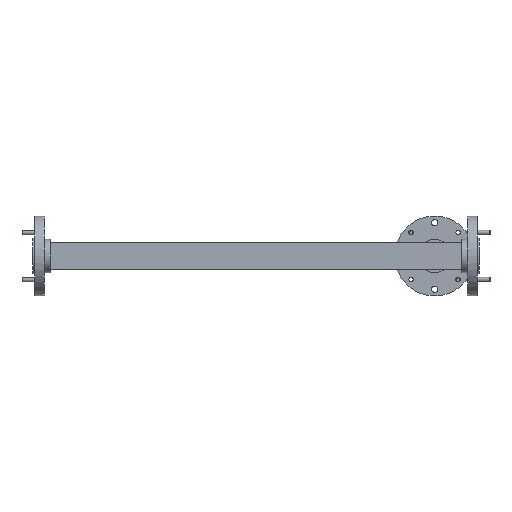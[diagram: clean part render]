
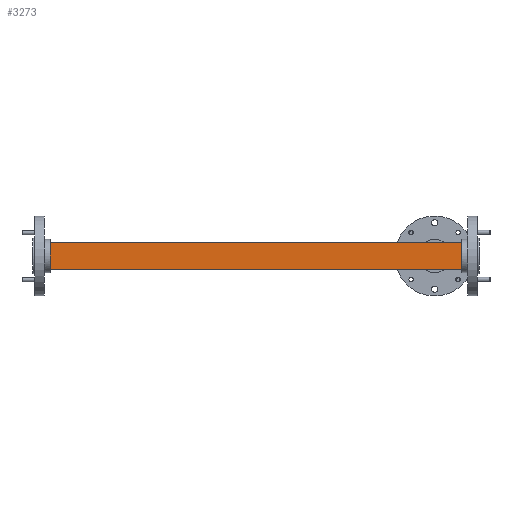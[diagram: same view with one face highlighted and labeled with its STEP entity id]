
A CAD part, front view. The second image highlights one B-rep face of the part: STEP entity #3273.
In plain terms, the highlighted planar face has unit normal (0, -1, 0).
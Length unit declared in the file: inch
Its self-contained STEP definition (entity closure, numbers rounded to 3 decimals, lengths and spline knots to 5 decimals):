
#211 = DIRECTION ( 'NONE',  ( 0., 0., -1. ) ) ;
#298 = CARTESIAN_POINT ( 'NONE',  ( 2.90551, -0.15856, -0.17243 ) ) ;
#348 = LINE ( 'NONE', #2225, #3225 ) ;
#469 = LINE ( 'NONE', #1858, #4033 ) ;
#545 = VECTOR ( 'NONE', #2335, 39.37008 ) ;
#581 = CARTESIAN_POINT ( 'NONE',  ( 2.90551, -0.15856, -0.19 ) ) ;
#611 = CARTESIAN_POINT ( 'NONE',  ( 2.90551, -0.15856, 0.17243 ) ) ;
#651 = VECTOR ( 'NONE', #4615, 39.37008 ) ;
#843 = EDGE_CURVE ( 'NONE', #2959, #1547, #5987, .T. ) ;
#869 = CARTESIAN_POINT ( 'NONE',  ( -2.90551, -0.15856, 0.17243 ) ) ;
#918 = EDGE_CURVE ( 'NONE', #2506, #5564, #2745, .T. ) ;
#1036 = ORIENTED_EDGE ( 'NONE', *, *, #843, .F. ) ;
#1222 = LINE ( 'NONE', #3638, #651 ) ;
#1227 = EDGE_CURVE ( 'NONE', #3048, #1527, #1222, .T. ) ;
#1283 = EDGE_LOOP ( 'NONE', ( #2838, #2404, #1986, #1036, #4651, #3030, #1994, #2905 ) ) ;
#1440 = LINE ( 'NONE', #2831, #5406 ) ;
#1527 = VERTEX_POINT ( 'NONE', #581 ) ;
#1547 = VERTEX_POINT ( 'NONE', #611 ) ;
#1679 = DIRECTION ( 'NONE',  ( 0., 1., 0. ) ) ;
#1719 = CARTESIAN_POINT ( 'NONE',  ( 0., -0.15856, -0.19 ) ) ;
#1769 = FACE_OUTER_BOUND ( 'NONE', #1283, .T. ) ;
#1770 = EDGE_CURVE ( 'NONE', #4052, #1527, #6059, .T. ) ;
#1858 = CARTESIAN_POINT ( 'NONE',  ( 2.90551, -0.15856, 0.19 ) ) ;
#1928 = DIRECTION ( 'NONE',  ( 0., 0., -1. ) ) ;
#1986 = ORIENTED_EDGE ( 'NONE', *, *, #3630, .F. ) ;
#1994 = ORIENTED_EDGE ( 'NONE', *, *, #4269, .T. ) ;
#2205 = VERTEX_POINT ( 'NONE', #4751 ) ;
#2225 = CARTESIAN_POINT ( 'NONE',  ( -2.90551, -0.15856, 0.19 ) ) ;
#2273 = CARTESIAN_POINT ( 'NONE',  ( -2.90551, -0.15856, 0.19 ) ) ;
#2335 = DIRECTION ( 'NONE',  ( 0., 0., -1. ) ) ;
#2404 = ORIENTED_EDGE ( 'NONE', *, *, #1227, .F. ) ;
#2506 = VERTEX_POINT ( 'NONE', #5124 ) ;
#2745 = LINE ( 'NONE', #2273, #545 ) ;
#2789 = DIRECTION ( 'NONE',  ( 0., 0., -1. ) ) ;
#2831 = CARTESIAN_POINT ( 'NONE',  ( -2.90551, -0.15856, 0.19 ) ) ;
#2838 = ORIENTED_EDGE ( 'NONE', *, *, #1770, .T. ) ;
#2905 = ORIENTED_EDGE ( 'NONE', *, *, #5161, .T. ) ;
#2947 = CARTESIAN_POINT ( 'NONE',  ( -2.90551, -0.15856, -0.19 ) ) ;
#2959 = VERTEX_POINT ( 'NONE', #4574 ) ;
#3030 = ORIENTED_EDGE ( 'NONE', *, *, #918, .T. ) ;
#3048 = VERTEX_POINT ( 'NONE', #298 ) ;
#3163 = CARTESIAN_POINT ( 'NONE',  ( 2.90551, -0.15856, 0.19 ) ) ;
#3225 = VECTOR ( 'NONE', #2789, 39.37008 ) ;
#3273 = ADVANCED_FACE ( 'NONE', ( #1769 ), #4154, .F. ) ;
#3630 = EDGE_CURVE ( 'NONE', #1547, #3048, #469, .T. ) ;
#3638 = CARTESIAN_POINT ( 'NONE',  ( 2.90551, -0.15856, 0.19 ) ) ;
#3670 = CARTESIAN_POINT ( 'NONE',  ( 0., -0.15856, 0.19 ) ) ;
#4033 = VECTOR ( 'NONE', #1928, 39.37008 ) ;
#4052 = VERTEX_POINT ( 'NONE', #2947 ) ;
#4101 = VECTOR ( 'NONE', #5669, 39.37008 ) ;
#4154 = PLANE ( 'NONE',  #4838 ) ;
#4269 = EDGE_CURVE ( 'NONE', #5564, #2205, #348, .T. ) ;
#4574 = CARTESIAN_POINT ( 'NONE',  ( 2.90551, -0.15856, 0.19 ) ) ;
#4615 = DIRECTION ( 'NONE',  ( 0., 0., -1. ) ) ;
#4625 = DIRECTION ( 'NONE',  ( 0., 0., 1. ) ) ;
#4651 = ORIENTED_EDGE ( 'NONE', *, *, #5832, .F. ) ;
#4751 = CARTESIAN_POINT ( 'NONE',  ( -2.90551, -0.15856, -0.17243 ) ) ;
#4776 = DIRECTION ( 'NONE',  ( 0., 0., -1. ) ) ;
#4838 = AXIS2_PLACEMENT_3D ( 'NONE', #3670, #1679, #4625 ) ;
#5124 = CARTESIAN_POINT ( 'NONE',  ( -2.90551, -0.15856, 0.19 ) ) ;
#5161 = EDGE_CURVE ( 'NONE', #2205, #4052, #1440, .T. ) ;
#5191 = DIRECTION ( 'NONE',  ( 1., 0., 0. ) ) ;
#5302 = VECTOR ( 'NONE', #211, 39.37008 ) ;
#5406 = VECTOR ( 'NONE', #4776, 39.37008 ) ;
#5564 = VERTEX_POINT ( 'NONE', #869 ) ;
#5669 = DIRECTION ( 'NONE',  ( 1., 0., 0. ) ) ;
#5816 = VECTOR ( 'NONE', #5191, 39.37008 ) ;
#5832 = EDGE_CURVE ( 'NONE', #2506, #2959, #6021, .T. ) ;
#5987 = LINE ( 'NONE', #3163, #5302 ) ;
#6021 = LINE ( 'NONE', #6145, #5816 ) ;
#6059 = LINE ( 'NONE', #1719, #4101 ) ;
#6145 = CARTESIAN_POINT ( 'NONE',  ( 0., -0.15856, 0.19 ) ) ;
